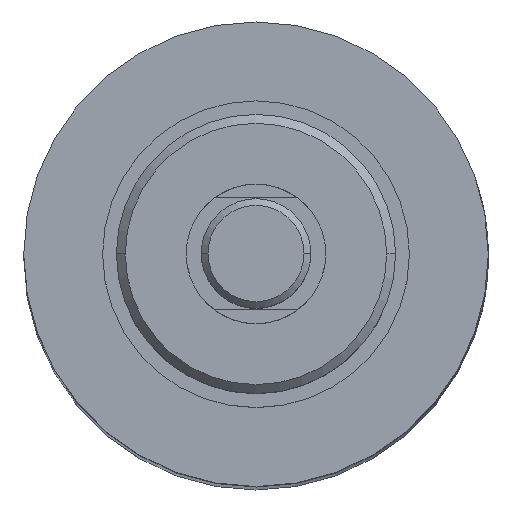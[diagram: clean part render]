
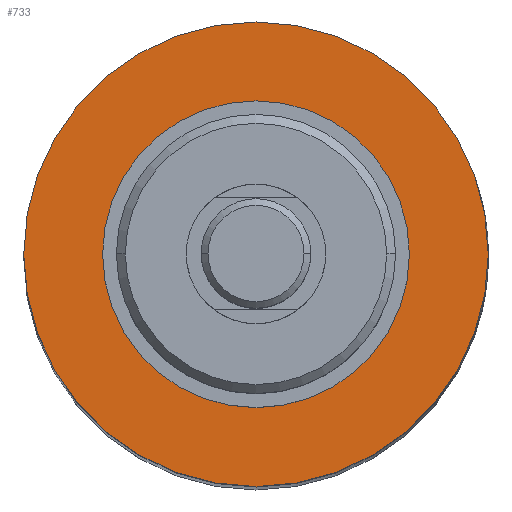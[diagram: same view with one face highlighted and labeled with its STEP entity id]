
A CAD part, top view. The second image highlights one B-rep face of the part: STEP entity #733.
In plain terms, the highlighted planar face has unit normal (0, 0, 1).
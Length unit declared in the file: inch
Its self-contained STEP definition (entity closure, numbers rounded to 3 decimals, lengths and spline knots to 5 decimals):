
#55 = CARTESIAN_POINT ( 'NONE',  ( 0., 0., 0.92 ) ) ;
#63 = DIRECTION ( 'NONE',  ( 1., 0., 0. ) ) ;
#114 = CARTESIAN_POINT ( 'NONE',  ( 0., 0., 0.92 ) ) ;
#122 = CARTESIAN_POINT ( 'NONE',  ( -1.04, 0., 0.92 ) ) ;
#251 = ORIENTED_EDGE ( 'NONE', *, *, #327, .F. ) ;
#264 = ORIENTED_EDGE ( 'NONE', *, *, #876, .T. ) ;
#269 = DIRECTION ( 'NONE',  ( 1., 0., 0. ) ) ;
#325 = DIRECTION ( 'NONE',  ( 1., 0., 0. ) ) ;
#327 = EDGE_CURVE ( 'NONE', #1471, #2562, #1478, .T. ) ;
#336 = CARTESIAN_POINT ( 'NONE',  ( 0., 0., 0.92 ) ) ;
#504 = EDGE_LOOP ( 'NONE', ( #251, #2671 ) ) ;
#512 = VERTEX_POINT ( 'NONE', #122 ) ;
#567 = DIRECTION ( 'NONE',  ( 1., 0., 0. ) ) ;
#682 = EDGE_CURVE ( 'NONE', #1014, #512, #1838, .T. ) ;
#733 = ADVANCED_FACE ( 'NONE', ( #1760, #1160 ), #2071, .T. ) ;
#876 = EDGE_CURVE ( 'NONE', #512, #1014, #1596, .T. ) ;
#877 = AXIS2_PLACEMENT_3D ( 'NONE', #114, #1667, #325 ) ;
#889 = AXIS2_PLACEMENT_3D ( 'NONE', #2296, #2511, #1169 ) ;
#993 = CIRCLE ( 'NONE', #877, 0.68675 ) ;
#1014 = VERTEX_POINT ( 'NONE', #2610 ) ;
#1015 = EDGE_LOOP ( 'NONE', ( #264, #2041 ) ) ;
#1160 = FACE_BOUND ( 'NONE', #504, .T. ) ;
#1169 = DIRECTION ( 'NONE',  ( 1., 0., 0. ) ) ;
#1382 = DIRECTION ( 'NONE',  ( 0., 0., 1. ) ) ;
#1461 = AXIS2_PLACEMENT_3D ( 'NONE', #2735, #1382, #63 ) ;
#1471 = VERTEX_POINT ( 'NONE', #1512 ) ;
#1478 = CIRCLE ( 'NONE', #1461, 0.68675 ) ;
#1512 = CARTESIAN_POINT ( 'NONE',  ( -0.68675, 0., 0.92 ) ) ;
#1596 = CIRCLE ( 'NONE', #2101, 1.04 ) ;
#1603 = DIRECTION ( 'NONE',  ( 0., 0., 1. ) ) ;
#1667 = DIRECTION ( 'NONE',  ( 0., 0., 1. ) ) ;
#1760 = FACE_OUTER_BOUND ( 'NONE', #1015, .T. ) ;
#1838 = CIRCLE ( 'NONE', #2599, 1.04 ) ;
#1909 = DIRECTION ( 'NONE',  ( 0., 0., 1. ) ) ;
#2041 = ORIENTED_EDGE ( 'NONE', *, *, #682, .T. ) ;
#2071 = PLANE ( 'NONE',  #889 ) ;
#2101 = AXIS2_PLACEMENT_3D ( 'NONE', #336, #1909, #567 ) ;
#2296 = CARTESIAN_POINT ( 'NONE',  ( 0., 0., 0.92 ) ) ;
#2345 = CARTESIAN_POINT ( 'NONE',  ( 0.68675, 0., 0.92 ) ) ;
#2498 = EDGE_CURVE ( 'NONE', #2562, #1471, #993, .T. ) ;
#2511 = DIRECTION ( 'NONE',  ( 0., 0., 1. ) ) ;
#2562 = VERTEX_POINT ( 'NONE', #2345 ) ;
#2599 = AXIS2_PLACEMENT_3D ( 'NONE', #55, #1603, #269 ) ;
#2610 = CARTESIAN_POINT ( 'NONE',  ( 1.04, 0., 0.92 ) ) ;
#2671 = ORIENTED_EDGE ( 'NONE', *, *, #2498, .F. ) ;
#2735 = CARTESIAN_POINT ( 'NONE',  ( 0., 0., 0.92 ) ) ;
